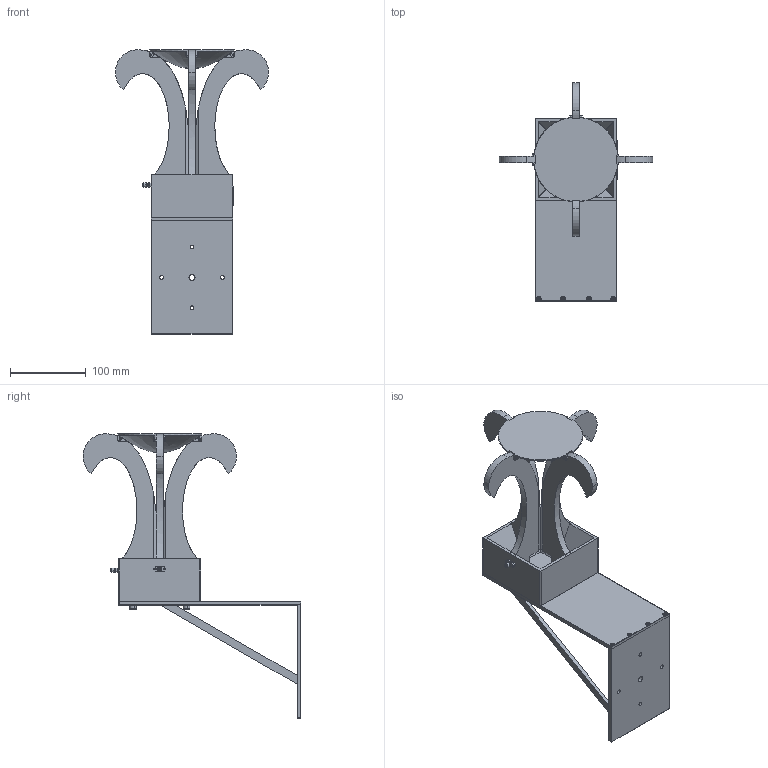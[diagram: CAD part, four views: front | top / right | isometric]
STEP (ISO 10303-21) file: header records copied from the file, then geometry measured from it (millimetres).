
FILE_DESCRIPTION (( 'STEP AP214' ), '1' );
FILE_NAME ('FMWAN1164_3D.step', '2023-05-01T16:04:19', ( '' ), ( '' ), 'SwSTEP 2.0', 'SolidWorks 2022', '' );
FILE_SCHEMA (( 'AUTOMOTIVE_DESIGN' ));
Length unit declared in the file: inch
Products named in the file (16): 11641^FMWAN1164; 11646^FMWAN1164; 11643^FMWAN1164; 116413^FMWAN1164; 116414^FMWAN1164; 11647^FMWAN1164; 11645^FMWAN1164; 11648^FMWAN1164; 116415^FMWAN1164; 116412^FMWAN1164; FMWAN1164_3D; 116411^FMWAN1164; 11644^FMWAN1164; 11649^FMWAN1164; 116410^FMWAN1164; 11642^FMWAN1164
Assembly tree (15 placements, depth 2):
  FMWAN1164_3D
    11641^FMWAN1164
    11642^FMWAN1164
    11643^FMWAN1164
    11644^FMWAN1164
    11645^FMWAN1164
    11646^FMWAN1164
    11647^FMWAN1164
    11648^FMWAN1164
    11649^FMWAN1164
    116410^FMWAN1164
    116411^FMWAN1164
    116412^FMWAN1164
    116413^FMWAN1164
    116414^FMWAN1164
    116415^FMWAN1164
Bounding box: 202 x 287 x 375 mm (x, y, z)
Volume: 974704.2 mm3; surface area: 258431.4 mm2
Topology: 15 solids, 16 shells, 798 faces, 1977 edges, 1223 vertices
Faces by surface type: plane 334, cylinder 252, cone 80, bspline 78, torus 52, sphere 2
Entity records: 30767 total; most frequent: CARTESIAN_POINT 11510, ORIENTED_EDGE 3882, DIRECTION 3785, EDGE_CURVE 1941, AXIS2_PLACEMENT_3D 1380, VERTEX_POINT 1223, LINE 1025, VECTOR 1025
